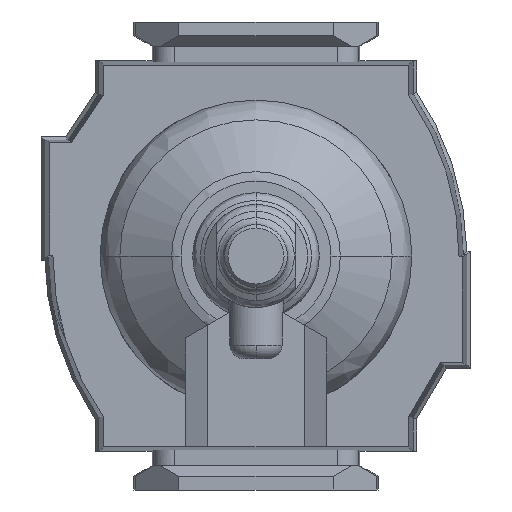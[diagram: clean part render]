
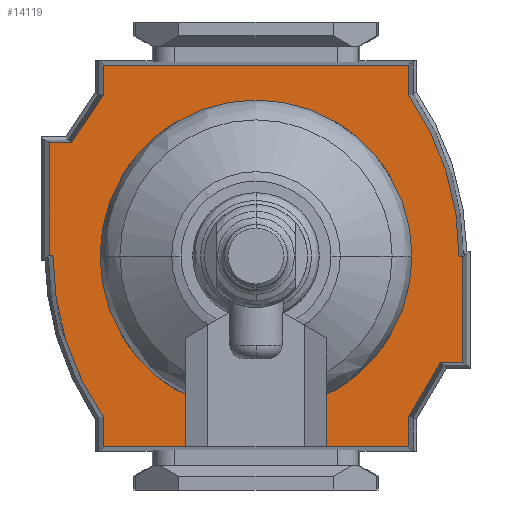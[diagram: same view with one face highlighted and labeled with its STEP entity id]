
A CAD part, front view. The second image highlights one B-rep face of the part: STEP entity #14119.
In plain terms, the highlighted planar face has unit normal (0, -1, 0).
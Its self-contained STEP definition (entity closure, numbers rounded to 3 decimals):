
#50 = EDGE_CURVE ( 'NONE', #12812, #756, #5610, .T. ) ;
#59 = VERTEX_POINT ( 'NONE', #10451 ) ;
#77 = DIRECTION ( 'NONE',  ( 0., 1., 0. ) ) ;
#147 = VERTEX_POINT ( 'NONE', #14452 ) ;
#531 = AXIS2_PLACEMENT_3D ( 'NONE', #1242, #77, #1320 ) ;
#574 = DIRECTION ( 'NONE',  ( 0., 0., 1. ) ) ;
#677 = DIRECTION ( 'NONE',  ( -1., 0., 0. ) ) ;
#680 = EDGE_CURVE ( 'NONE', #4097, #147, #16096, .T. ) ;
#683 = CARTESIAN_POINT ( 'NONE',  ( -27.75, -38.5, 22.2 ) ) ;
#751 = AXIS2_PLACEMENT_3D ( 'NONE', #11148, #9787, #4802 ) ;
#756 = VERTEX_POINT ( 'NONE', #9275 ) ;
#774 = LINE ( 'NONE', #12549, #4894 ) ;
#859 = VERTEX_POINT ( 'NONE', #9444 ) ;
#1046 = EDGE_CURVE ( 'NONE', #4759, #859, #10990, .T. ) ;
#1070 = ORIENTED_EDGE ( 'NONE', *, *, #16227, .F. ) ;
#1242 = CARTESIAN_POINT ( 'NONE',  ( 0., -38.5, -11.6 ) ) ;
#1294 = VERTEX_POINT ( 'NONE', #15796 ) ;
#1320 = DIRECTION ( 'NONE',  ( 0., 0., 1. ) ) ;
#1409 = CARTESIAN_POINT ( 'NONE',  ( 16.5, -38.5, 26.8 ) ) ;
#1503 = ORIENTED_EDGE ( 'NONE', *, *, #50, .F. ) ;
#1622 = CARTESIAN_POINT ( 'NONE',  ( 23.362, -38.5, 22.2 ) ) ;
#1837 = CARTESIAN_POINT ( 'NONE',  ( -23.35, -38.5, -22.2 ) ) ;
#2000 = LINE ( 'NONE', #8937, #7069 ) ;
#2168 = CARTESIAN_POINT ( 'NONE',  ( 0., -38.5, 11.6 ) ) ;
#2458 = ORIENTED_EDGE ( 'NONE', *, *, #6240, .F. ) ;
#2524 = CARTESIAN_POINT ( 'NONE',  ( 0.1, -38.5, 30. ) ) ;
#2616 = VERTEX_POINT ( 'NONE', #3589 ) ;
#2729 = DIRECTION ( 'NONE',  ( -1., 0., 0. ) ) ;
#2734 = EDGE_CURVE ( 'NONE', #14410, #4759, #774, .T. ) ;
#2827 = LINE ( 'NONE', #14423, #13290 ) ;
#2931 = VECTOR ( 'NONE', #12384, 1000. ) ;
#3529 = DIRECTION ( 'NONE',  ( 0., 1., 0. ) ) ;
#3589 = CARTESIAN_POINT ( 'NONE',  ( -23.35, -38.5, -22.2 ) ) ;
#3731 = LINE ( 'NONE', #10072, #16412 ) ;
#3755 = ORIENTED_EDGE ( 'NONE', *, *, #10211, .F. ) ;
#4097 = VERTEX_POINT ( 'NONE', #8218 ) ;
#4133 = LINE ( 'NONE', #15332, #6120 ) ;
#4252 = VERTEX_POINT ( 'NONE', #9170 ) ;
#4405 = ORIENTED_EDGE ( 'NONE', *, *, #1046, .F. ) ;
#4459 = ORIENTED_EDGE ( 'NONE', *, *, #14620, .F. ) ;
#4497 = DIRECTION ( 'NONE',  ( 1., 0., 0. ) ) ;
#4602 = VECTOR ( 'NONE', #574, 1000. ) ;
#4759 = VERTEX_POINT ( 'NONE', #6585 ) ;
#4800 = DIRECTION ( 'NONE',  ( 0., 0., 1. ) ) ;
#4802 = DIRECTION ( 'NONE',  ( 0., 0., -1. ) ) ;
#4847 = LINE ( 'NONE', #12541, #15440 ) ;
#4863 = ORIENTED_EDGE ( 'NONE', *, *, #5624, .F. ) ;
#4894 = VECTOR ( 'NONE', #7094, 1000. ) ;
#5133 = DIRECTION ( 'NONE',  ( 0., 0., 1. ) ) ;
#5287 = ORIENTED_EDGE ( 'NONE', *, *, #6128, .F. ) ;
#5359 = DIRECTION ( 'NONE',  ( 0.831, 0., -0.557 ) ) ;
#5610 = LINE ( 'NONE', #1622, #7910 ) ;
#5624 = EDGE_CURVE ( 'NONE', #7118, #11977, #16171, .T. ) ;
#5697 = EDGE_CURVE ( 'NONE', #15595, #1294, #11541, .T. ) ;
#5873 = ORIENTED_EDGE ( 'NONE', *, *, #9474, .F. ) ;
#5912 = AXIS2_PLACEMENT_3D ( 'NONE', #6044, #3529, #4800 ) ;
#6044 = CARTESIAN_POINT ( 'NONE',  ( 0., -38.5, -11.6 ) ) ;
#6120 = VECTOR ( 'NONE', #2729, 1000. ) ;
#6128 = EDGE_CURVE ( 'NONE', #10148, #15595, #10934, .T. ) ;
#6176 = LINE ( 'NONE', #11282, #2931 ) ;
#6240 = EDGE_CURVE ( 'NONE', #1294, #59, #3731, .T. ) ;
#6513 = EDGE_CURVE ( 'NONE', #2616, #15719, #2000, .T. ) ;
#6585 = CARTESIAN_POINT ( 'NONE',  ( -23.383, -38.5, 22.2 ) ) ;
#6821 = LINE ( 'NONE', #1837, #10482 ) ;
#7040 = FACE_OUTER_BOUND ( 'NONE', #9819, .T. ) ;
#7069 = VECTOR ( 'NONE', #15318, 1000. ) ;
#7094 = DIRECTION ( 'NONE',  ( 1., 0., 0. ) ) ;
#7118 = VERTEX_POINT ( 'NONE', #7261 ) ;
#7227 = DIRECTION ( 'NONE',  ( 0., 1., 0. ) ) ;
#7261 = CARTESIAN_POINT ( 'NONE',  ( 0.1, -38.5, 29.5 ) ) ;
#7910 = VECTOR ( 'NONE', #5359, 1000. ) ;
#7941 = ORIENTED_EDGE ( 'NONE', *, *, #15587, .F. ) ;
#7994 = DIRECTION ( 'NONE',  ( -0.863, 0., 0.506 ) ) ;
#8056 = ORIENTED_EDGE ( 'NONE', *, *, #12675, .F. ) ;
#8080 = CARTESIAN_POINT ( 'NONE',  ( 27.75, -38.5, -22.2 ) ) ;
#8088 = ORIENTED_EDGE ( 'NONE', *, *, #680, .F. ) ;
#8218 = CARTESIAN_POINT ( 'NONE',  ( -15.5, -38.5, -30. ) ) ;
#8463 = VERTEX_POINT ( 'NONE', #11856 ) ;
#8473 = DIRECTION ( 'NONE',  ( 0., 0., 1. ) ) ;
#8701 = VECTOR ( 'NONE', #5133, 1000. ) ;
#8757 = ORIENTED_EDGE ( 'NONE', *, *, #6513, .F. ) ;
#8937 = CARTESIAN_POINT ( 'NONE',  ( -27.75, -38.5, -22.2 ) ) ;
#9170 = CARTESIAN_POINT ( 'NONE',  ( 27.75, -38.5, 22.2 ) ) ;
#9275 = CARTESIAN_POINT ( 'NONE',  ( 23.362, -38.5, 22.2 ) ) ;
#9444 = CARTESIAN_POINT ( 'NONE',  ( 0., -38.5, 29.5 ) ) ;
#9474 = EDGE_CURVE ( 'NONE', #4252, #10148, #6176, .T. ) ;
#9508 = LINE ( 'NONE', #13385, #16255 ) ;
#9787 = DIRECTION ( 'NONE',  ( 0., -1., 0. ) ) ;
#9819 = EDGE_LOOP ( 'NONE', ( #8757, #8056, #8088, #3755, #2458, #12906, #5287, #5873, #4459, #1503, #10878, #7941, #4863, #1070, #4405, #13387, #16083 ) ) ;
#10072 = CARTESIAN_POINT ( 'NONE',  ( -0.1, -38.5, -30. ) ) ;
#10110 = CIRCLE ( 'NONE', #531, 41.1 ) ;
#10148 = VERTEX_POINT ( 'NONE', #8080 ) ;
#10211 = EDGE_CURVE ( 'NONE', #59, #4097, #4133, .T. ) ;
#10421 = VECTOR ( 'NONE', #8473, 1000. ) ;
#10451 = CARTESIAN_POINT ( 'NONE',  ( -0.1, -38.5, -30. ) ) ;
#10482 = VECTOR ( 'NONE', #7994, 1000. ) ;
#10824 = CARTESIAN_POINT ( 'NONE',  ( 0.1, -38.5, 30. ) ) ;
#10878 = ORIENTED_EDGE ( 'NONE', *, *, #15124, .F. ) ;
#10934 = LINE ( 'NONE', #16028, #11086 ) ;
#10990 = CIRCLE ( 'NONE', #5912, 41.1 ) ;
#11086 = VECTOR ( 'NONE', #677, 1000. ) ;
#11148 = CARTESIAN_POINT ( 'NONE',  ( -28.86, -38.5, 31.2 ) ) ;
#11282 = CARTESIAN_POINT ( 'NONE',  ( 27.75, -38.5, -22.2 ) ) ;
#11298 = CARTESIAN_POINT ( 'NONE',  ( -27.75, -38.5, -22.2 ) ) ;
#11541 = CIRCLE ( 'NONE', #12621, 41.1 ) ;
#11576 = LINE ( 'NONE', #12746, #8701 ) ;
#11598 = DIRECTION ( 'NONE',  ( 1., 0., 0. ) ) ;
#11856 = CARTESIAN_POINT ( 'NONE',  ( 16.5, -38.5, 30. ) ) ;
#11977 = VERTEX_POINT ( 'NONE', #2524 ) ;
#12160 = PLANE ( 'NONE',  #751 ) ;
#12341 = DIRECTION ( 'NONE',  ( 0., 0., 1. ) ) ;
#12384 = DIRECTION ( 'NONE',  ( 0., 0., -1. ) ) ;
#12541 = CARTESIAN_POINT ( 'NONE',  ( 16.5, -38.5, 30. ) ) ;
#12549 = CARTESIAN_POINT ( 'NONE',  ( -23.383, -38.5, 22.2 ) ) ;
#12621 = AXIS2_PLACEMENT_3D ( 'NONE', #2168, #7227, #12341 ) ;
#12675 = EDGE_CURVE ( 'NONE', #147, #2616, #6821, .T. ) ;
#12746 = CARTESIAN_POINT ( 'NONE',  ( -27.75, -38.5, 22.2 ) ) ;
#12812 = VERTEX_POINT ( 'NONE', #1409 ) ;
#12906 = ORIENTED_EDGE ( 'NONE', *, *, #5697, .F. ) ;
#13290 = VECTOR ( 'NONE', #11598, 1000. ) ;
#13385 = CARTESIAN_POINT ( 'NONE',  ( 16.5, -38.5, 26.8 ) ) ;
#13387 = ORIENTED_EDGE ( 'NONE', *, *, #2734, .F. ) ;
#13501 = CARTESIAN_POINT ( 'NONE',  ( -15.5, -38.5, -26.8 ) ) ;
#13968 = EDGE_CURVE ( 'NONE', #15719, #14410, #11576, .T. ) ;
#14119 = ADVANCED_FACE ( 'NONE', ( #7040 ), #12160, .T. ) ;
#14410 = VERTEX_POINT ( 'NONE', #683 ) ;
#14423 = CARTESIAN_POINT ( 'NONE',  ( 27.75, -38.5, 22.2 ) ) ;
#14452 = CARTESIAN_POINT ( 'NONE',  ( -15.5, -38.5, -26.8 ) ) ;
#14620 = EDGE_CURVE ( 'NONE', #756, #4252, #2827, .T. ) ;
#14622 = DIRECTION ( 'NONE',  ( 0., 0., -1. ) ) ;
#15124 = EDGE_CURVE ( 'NONE', #8463, #12812, #9508, .T. ) ;
#15175 = DIRECTION ( 'NONE',  ( 0., 0., -1. ) ) ;
#15318 = DIRECTION ( 'NONE',  ( -1., 0., 0. ) ) ;
#15332 = CARTESIAN_POINT ( 'NONE',  ( -15.5, -38.5, -30. ) ) ;
#15440 = VECTOR ( 'NONE', #4497, 1000. ) ;
#15587 = EDGE_CURVE ( 'NONE', #11977, #8463, #4847, .T. ) ;
#15595 = VERTEX_POINT ( 'NONE', #16224 ) ;
#15719 = VERTEX_POINT ( 'NONE', #11298 ) ;
#15796 = CARTESIAN_POINT ( 'NONE',  ( -0.1, -38.5, -29.5 ) ) ;
#16028 = CARTESIAN_POINT ( 'NONE',  ( 23.383, -38.5, -22.2 ) ) ;
#16083 = ORIENTED_EDGE ( 'NONE', *, *, #13968, .F. ) ;
#16096 = LINE ( 'NONE', #13501, #10421 ) ;
#16171 = LINE ( 'NONE', #10824, #4602 ) ;
#16224 = CARTESIAN_POINT ( 'NONE',  ( 23.383, -38.5, -22.2 ) ) ;
#16227 = EDGE_CURVE ( 'NONE', #859, #7118, #10110, .T. ) ;
#16255 = VECTOR ( 'NONE', #14622, 1000. ) ;
#16412 = VECTOR ( 'NONE', #15175, 1000. ) ;
